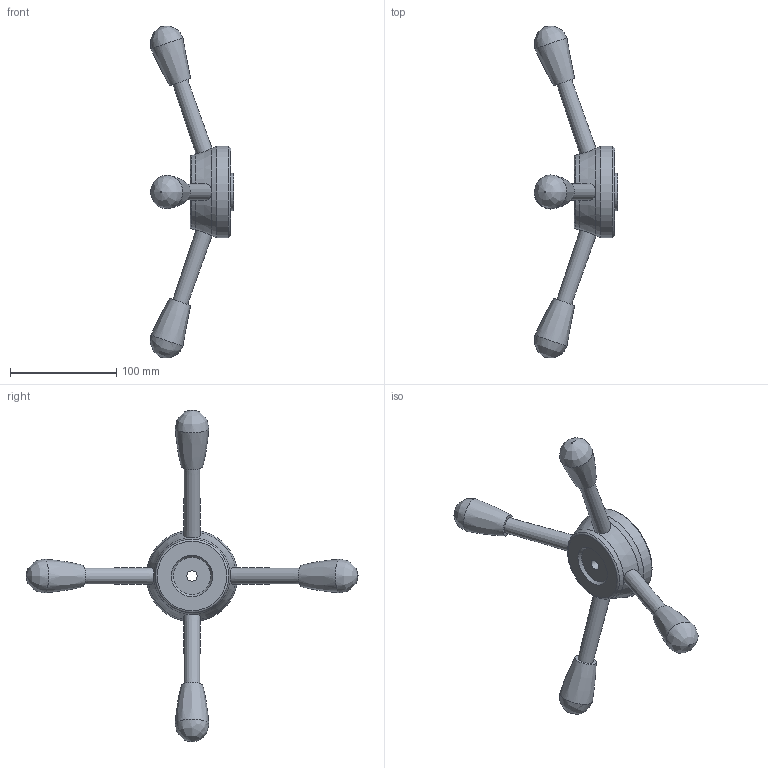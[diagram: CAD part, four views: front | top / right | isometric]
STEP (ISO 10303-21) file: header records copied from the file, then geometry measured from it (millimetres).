
FILE_DESCRIPTION(/* description */ (''),/* implementation_level */ '2;1');
FILE_NAME(/* name */ 'FA310',/* time_stamp */ '2012-11-23T15:48:22+08:00',/* author */ (''),/* organization */ (''),/* preprocessor_version */ 'ST-DEVELOPER v9',/* originating_system */ 'UGS - NX 4.0',/* authorisation */ '');
FILE_SCHEMA (('CONFIG_CONTROL_DESIGN'));
Length unit declared in the file: millimetre
Products named in the file (1): Admi4A13xkcd
Bounding box: 78.52 x 312 x 312 mm (x, y, z)
Volume: 345348.2 mm3; surface area: 56886.7 mm2
Topology: 1 solids, 1 shells, 64 faces, 140 edges, 88 vertices
Faces by surface type: plane 20, cylinder 19, cone 16, bspline 8, torus 1
Full cylindrical faces by diameter (mm): 10 x1, 35 x1, 86 x1
Entity records: 2056 total; most frequent: CARTESIAN_POINT 735, ORIENTED_EDGE 238, DIRECTION 228, EDGE_CURVE 119, AXIS2_PLACEMENT_3D 100, EDGE_LOOP 96, VERTEX_POINT 87, ADVANCED_FACE 64
